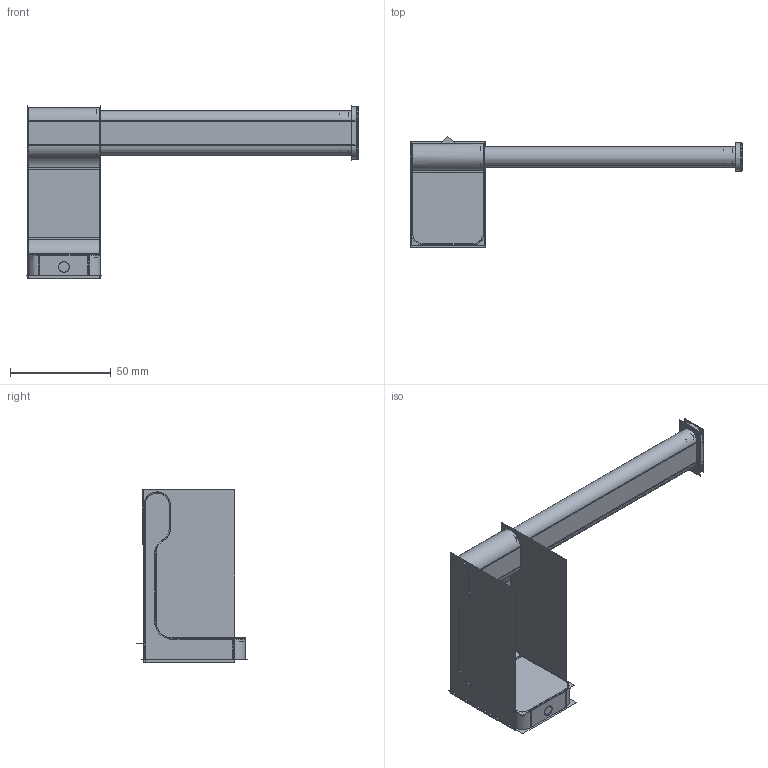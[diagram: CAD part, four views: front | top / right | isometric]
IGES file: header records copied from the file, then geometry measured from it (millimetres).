
Start section:  PTC IGES file: FFAS1387-908440BC0.igs
Global section: file name: FFAS1387-908440BC0.igs; native system: Creo Parametric by PTC Inc.; preprocessor: 2022162; author: 10114295; organization: Unknown; date: 20230327.135353; units: millimetre
Bounding box: 164.82 x 54.91 x 85.81 mm (x, y, z)
Volume: 37014.9 mm3; surface area: 151391.2 mm2
Topology: 7 solids, 7 shells, 706 faces, 3798 edges, 4926 vertices
Faces by surface type: bspline 466, revolution 240
